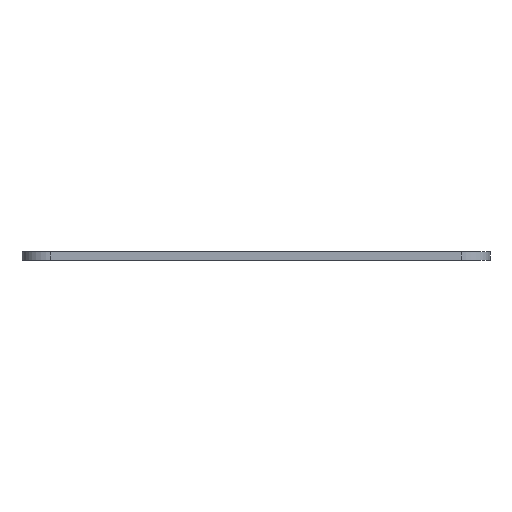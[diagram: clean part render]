
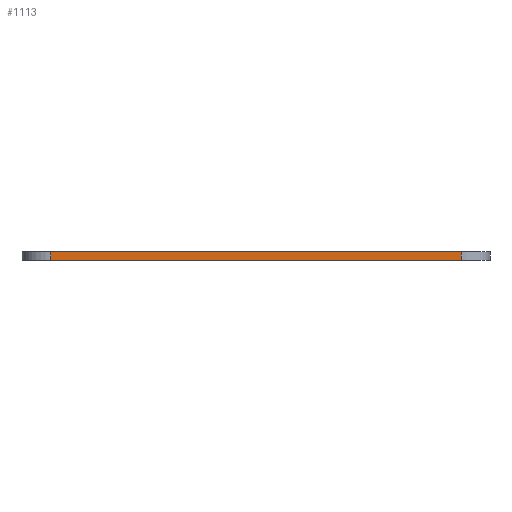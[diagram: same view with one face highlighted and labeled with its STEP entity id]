
A CAD part, left-side view. The second image highlights one B-rep face of the part: STEP entity #1113.
In plain terms, the highlighted planar face has unit normal (-1, 0, 0).
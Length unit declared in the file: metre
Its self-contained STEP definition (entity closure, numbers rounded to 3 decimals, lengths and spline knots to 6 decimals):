
#228=ORIENTED_EDGE('',*,*,#486,.T.);
#229=ORIENTED_EDGE('',*,*,#542,.T.);
#230=ORIENTED_EDGE('',*,*,#452,.F.);
#231=ORIENTED_EDGE('',*,*,#543,.T.);
#452=EDGE_CURVE('',#616,#617,#714,.T.);
#486=EDGE_CURVE('',#651,#650,#731,.T.);
#542=EDGE_CURVE('',#650,#617,#762,.F.);
#543=EDGE_CURVE('',#616,#651,#763,.T.);
#616=VERTEX_POINT('',#1687);
#617=VERTEX_POINT('',#1689);
#650=VERTEX_POINT('',#1756);
#651=VERTEX_POINT('',#1758);
#714=LINE('',#1688,#822);
#731=LINE('',#1757,#839);
#762=LINE('',#1868,#870);
#763=LINE('',#1869,#871);
#822=VECTOR('',#1337,1.);
#839=VECTOR('',#1390,1.);
#870=VECTOR('',#1483,1.);
#871=VECTOR('',#1484,1.);
#941=EDGE_LOOP('',(#228,#229,#230,#231));
#1021=FACE_BOUND('',#941,.T.);
#1083=PLANE('',#1240);
#1113=ADVANCED_FACE('',(#1021),#1083,.F.);
#1240=AXIS2_PLACEMENT_3D('',#1867,#1481,#1482);
#1337=DIRECTION('',(0.,-1.,0.));
#1390=DIRECTION('',(0.,-1.,0.));
#1481=DIRECTION('',(1.,0.,0.));
#1482=DIRECTION('',(0.,0.,-1.));
#1483=DIRECTION('',(0.,0.,-1.));
#1484=DIRECTION('',(0.,0.,-1.));
#1687=CARTESIAN_POINT('',(-0.04045,0.036462,0.0015));
#1688=CARTESIAN_POINT('',(-0.04045,0.000506,0.0015));
#1689=CARTESIAN_POINT('',(-0.04045,-0.03545,0.0015));
#1756=CARTESIAN_POINT('',(-0.04045,-0.03545,0.));
#1757=CARTESIAN_POINT('',(-0.04045,0.000506,0.));
#1758=CARTESIAN_POINT('',(-0.04045,0.036462,0.));
#1867=CARTESIAN_POINT('',(-0.04045,0.000506,0.0015));
#1868=CARTESIAN_POINT('',(-0.04045,-0.03545,0.0015));
#1869=CARTESIAN_POINT('',(-0.04045,0.036462,0.));
